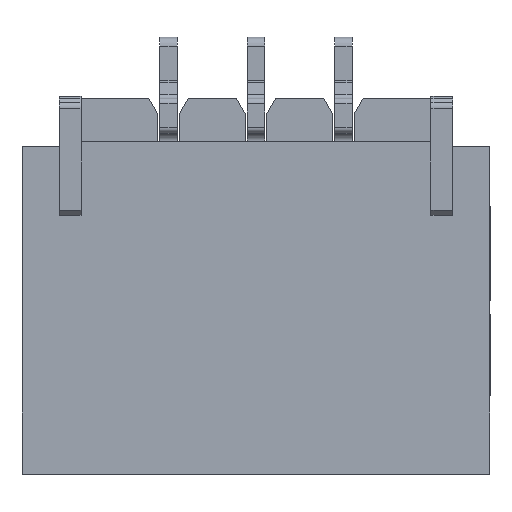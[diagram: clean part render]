
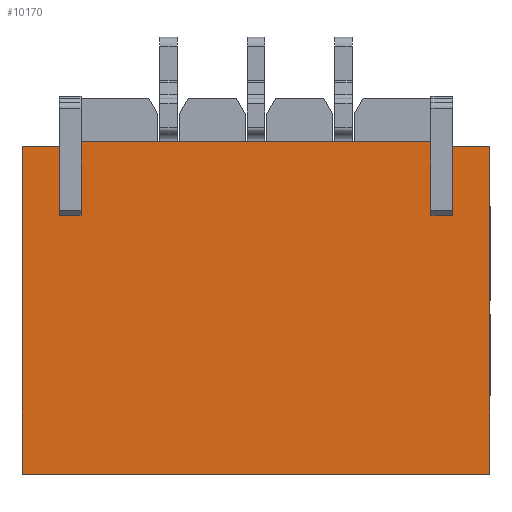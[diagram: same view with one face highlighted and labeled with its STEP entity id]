
A CAD part, top view. The second image highlights one B-rep face of the part: STEP entity #10170.
In plain terms, the highlighted planar face has unit normal (0, 0, 1).
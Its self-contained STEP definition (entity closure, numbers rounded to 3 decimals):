
#614=FACE_OUTER_BOUND('',#1156,.T.);
#1156=EDGE_LOOP('',(#6732,#6733,#6734,#6735,#6736,#6737,#6738,#6739,#6740,
#6741,#6742,#6743));
#1825=LINE('',#14096,#2949);
#1853=LINE('',#14153,#2977);
#1867=LINE('',#14180,#2991);
#1869=LINE('',#14183,#2993);
#1870=LINE('',#14187,#2994);
#1871=LINE('',#14189,#2995);
#1872=LINE('',#14191,#2996);
#1873=LINE('',#14193,#2997);
#1874=LINE('',#14194,#2998);
#1875=LINE('',#14196,#2999);
#1876=LINE('',#14198,#3000);
#1877=LINE('',#14199,#3001);
#2949=VECTOR('',#11640,1.);
#2977=VECTOR('',#11674,1.);
#2991=VECTOR('',#11694,1.);
#2993=VECTOR('',#11698,1.);
#2994=VECTOR('',#11701,1.);
#2995=VECTOR('',#11702,1.);
#2996=VECTOR('',#11703,1.);
#2997=VECTOR('',#11704,1.);
#2998=VECTOR('',#11705,1.);
#2999=VECTOR('',#11706,1.);
#3000=VECTOR('',#11707,1.);
#3001=VECTOR('',#11708,1.);
#4058=VERTEX_POINT('',#14093);
#4059=VERTEX_POINT('',#14095);
#4084=VERTEX_POINT('',#14150);
#4085=VERTEX_POINT('',#14152);
#4095=VERTEX_POINT('',#14179);
#4096=VERTEX_POINT('',#14185);
#4097=VERTEX_POINT('',#14186);
#4098=VERTEX_POINT('',#14188);
#4099=VERTEX_POINT('',#14190);
#4100=VERTEX_POINT('',#14192);
#4101=VERTEX_POINT('',#14195);
#4102=VERTEX_POINT('',#14197);
#5067=EDGE_CURVE('',#4058,#4059,#1825,.T.);
#5095=EDGE_CURVE('',#4084,#4085,#1853,.T.);
#5109=EDGE_CURVE('',#4085,#4095,#1867,.T.);
#5111=EDGE_CURVE('',#4058,#4095,#1869,.T.);
#5112=EDGE_CURVE('',#4096,#4097,#1870,.T.);
#5113=EDGE_CURVE('',#4098,#4096,#1871,.T.);
#5114=EDGE_CURVE('',#4099,#4098,#1872,.T.);
#5115=EDGE_CURVE('',#4099,#4100,#1873,.T.);
#5116=EDGE_CURVE('',#4059,#4100,#1874,.T.);
#5117=EDGE_CURVE('',#4101,#4084,#1875,.T.);
#5118=EDGE_CURVE('',#4101,#4102,#1876,.T.);
#5119=EDGE_CURVE('',#4097,#4102,#1877,.T.);
#6732=ORIENTED_EDGE('',*,*,#5112,.F.);
#6733=ORIENTED_EDGE('',*,*,#5113,.F.);
#6734=ORIENTED_EDGE('',*,*,#5114,.F.);
#6735=ORIENTED_EDGE('',*,*,#5115,.T.);
#6736=ORIENTED_EDGE('',*,*,#5116,.F.);
#6737=ORIENTED_EDGE('',*,*,#5067,.F.);
#6738=ORIENTED_EDGE('',*,*,#5111,.T.);
#6739=ORIENTED_EDGE('',*,*,#5109,.F.);
#6740=ORIENTED_EDGE('',*,*,#5095,.F.);
#6741=ORIENTED_EDGE('',*,*,#5117,.F.);
#6742=ORIENTED_EDGE('',*,*,#5118,.T.);
#6743=ORIENTED_EDGE('',*,*,#5119,.F.);
#9224=PLANE('',#10769);
#10170=ADVANCED_FACE('',(#614),#9224,.F.);
#10769=AXIS2_PLACEMENT_3D('',#14184,#11699,#11700);
#11640=DIRECTION('',(-1.,0.,0.));
#11674=DIRECTION('',(0.,1.,0.));
#11694=DIRECTION('',(1.,0.,0.));
#11698=DIRECTION('',(0.,1.,0.));
#11699=DIRECTION('center_axis',(0.,0.,-1.));
#11700=DIRECTION('ref_axis',(0.,1.,0.));
#11701=DIRECTION('',(0.,1.,0.));
#11702=DIRECTION('',(1.,0.,0.));
#11703=DIRECTION('',(0.,-1.,0.));
#11704=DIRECTION('',(-1.,0.,0.));
#11705=DIRECTION('',(0.,1.,0.));
#11706=DIRECTION('',(1.,0.,0.));
#11707=DIRECTION('',(0.,1.,0.));
#11708=DIRECTION('',(1.,0.,0.));
#14093=CARTESIAN_POINT('',(2.675,-2.743,3.15));
#14095=CARTESIAN_POINT('',(-2.675,-2.743,3.15));
#14096=CARTESIAN_POINT('',(-2.675,-2.743,3.15));
#14150=CARTESIAN_POINT('',(2.25,0.215,3.15));
#14152=CARTESIAN_POINT('',(2.25,1.007,3.15));
#14153=CARTESIAN_POINT('',(2.25,0.215,3.15));
#14179=CARTESIAN_POINT('',(2.675,1.007,3.15));
#14180=CARTESIAN_POINT('',(2.,1.007,3.15));
#14183=CARTESIAN_POINT('',(2.675,-2.743,3.15));
#14184=CARTESIAN_POINT('Origin',(-2.675,-2.743,3.15));
#14185=CARTESIAN_POINT('',(-2.,0.215,3.15));
#14186=CARTESIAN_POINT('',(-2.,1.057,3.15));
#14187=CARTESIAN_POINT('',(-2.,1.007,3.15));
#14188=CARTESIAN_POINT('',(-2.25,0.215,3.15));
#14189=CARTESIAN_POINT('',(-2.25,0.215,3.15));
#14190=CARTESIAN_POINT('',(-2.25,1.007,3.15));
#14191=CARTESIAN_POINT('',(-2.25,0.215,3.15));
#14192=CARTESIAN_POINT('',(-2.675,1.007,3.15));
#14193=CARTESIAN_POINT('',(-2.,1.007,3.15));
#14194=CARTESIAN_POINT('',(-2.675,-2.743,3.15));
#14195=CARTESIAN_POINT('',(2.,0.215,3.15));
#14196=CARTESIAN_POINT('',(2.25,0.215,3.15));
#14197=CARTESIAN_POINT('',(2.,1.057,3.15));
#14198=CARTESIAN_POINT('',(2.,1.007,3.15));
#14199=CARTESIAN_POINT('',(-0.125,1.057,3.15));
